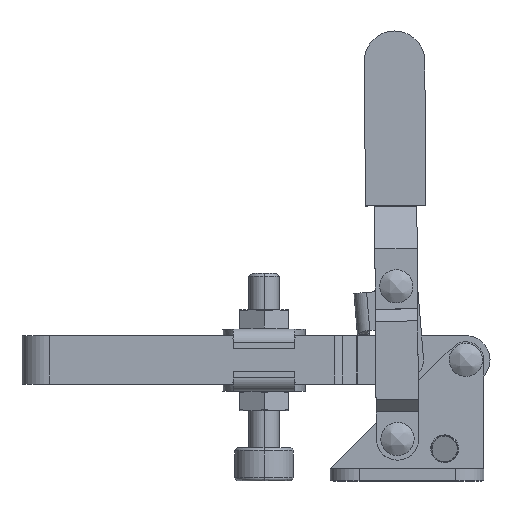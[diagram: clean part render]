
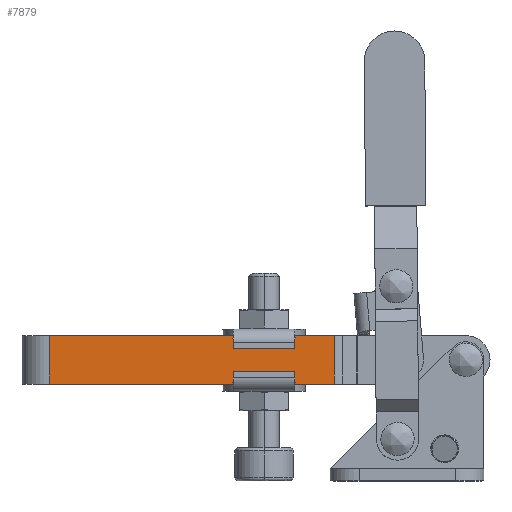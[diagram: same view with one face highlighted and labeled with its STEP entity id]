
A CAD part, top view. The second image highlights one B-rep face of the part: STEP entity #7879.
In plain terms, the highlighted planar face has unit normal (0, 0, 1).
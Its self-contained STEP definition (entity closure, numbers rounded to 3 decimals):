
#333 = ORIENTED_EDGE ( 'NONE', *, *, #13355, .F. ) ;
#434 = LINE ( 'NONE', #3868, #6082 ) ;
#690 = EDGE_CURVE ( 'NONE', #9882, #13557, #9756, .T. ) ;
#1056 = ORIENTED_EDGE ( 'NONE', *, *, #690, .T. ) ;
#1205 = CARTESIAN_POINT ( 'NONE',  ( -50.9, 8., 4.5 ) ) ;
#1254 = VERTEX_POINT ( 'NONE', #6896 ) ;
#2645 = VECTOR ( 'NONE', #4608, 1000. ) ;
#2810 = DIRECTION ( 'NONE',  ( 0., -1., 0. ) ) ;
#3440 = DIRECTION ( 'NONE',  ( 0., 0., -1. ) ) ;
#3868 = CARTESIAN_POINT ( 'NONE',  ( -50.9, 8., 4.5 ) ) ;
#4352 = EDGE_CURVE ( 'NONE', #9351, #9882, #14226, .T. ) ;
#4556 = CARTESIAN_POINT ( 'NONE',  ( -3.757, 8., 4.5 ) ) ;
#4608 = DIRECTION ( 'NONE',  ( 0., -1., 0. ) ) ;
#5651 = LINE ( 'NONE', #4556, #2645 ) ;
#5811 = ORIENTED_EDGE ( 'NONE', *, *, #4352, .T. ) ;
#6082 = VECTOR ( 'NONE', #9482, 1000. ) ;
#6896 = CARTESIAN_POINT ( 'NONE',  ( -3.757, 8., 4.5 ) ) ;
#6988 = VECTOR ( 'NONE', #13030, 1000. ) ;
#7879 = ADVANCED_FACE ( 'NONE', ( #14162 ), #10190, .F. ) ;
#8228 = VECTOR ( 'NONE', #2810, 1000. ) ;
#8674 = CARTESIAN_POINT ( 'NONE',  ( -50.9, 0., 4.5 ) ) ;
#9351 = VERTEX_POINT ( 'NONE', #12218 ) ;
#9480 = CARTESIAN_POINT ( 'NONE',  ( -50.9, 8., 4.5 ) ) ;
#9482 = DIRECTION ( 'NONE',  ( 1., 0., 0. ) ) ;
#9756 = LINE ( 'NONE', #10813, #6988 ) ;
#9882 = VERTEX_POINT ( 'NONE', #8674 ) ;
#9988 = EDGE_LOOP ( 'NONE', ( #1056, #333, #10916, #5811 ) ) ;
#10190 = PLANE ( 'NONE',  #12927 ) ;
#10813 = CARTESIAN_POINT ( 'NONE',  ( -50.9, 0., 4.5 ) ) ;
#10916 = ORIENTED_EDGE ( 'NONE', *, *, #11090, .F. ) ;
#11090 = EDGE_CURVE ( 'NONE', #9351, #1254, #434, .T. ) ;
#11309 = DIRECTION ( 'NONE',  ( -1., 0., 0. ) ) ;
#11611 = CARTESIAN_POINT ( 'NONE',  ( -3.757, 0., 4.5 ) ) ;
#12218 = CARTESIAN_POINT ( 'NONE',  ( -50.9, 8., 4.5 ) ) ;
#12927 = AXIS2_PLACEMENT_3D ( 'NONE', #1205, #3440, #11309 ) ;
#13030 = DIRECTION ( 'NONE',  ( 1., 0., 0. ) ) ;
#13355 = EDGE_CURVE ( 'NONE', #1254, #13557, #5651, .T. ) ;
#13557 = VERTEX_POINT ( 'NONE', #11611 ) ;
#14162 = FACE_OUTER_BOUND ( 'NONE', #9988, .T. ) ;
#14226 = LINE ( 'NONE', #9480, #8228 ) ;
